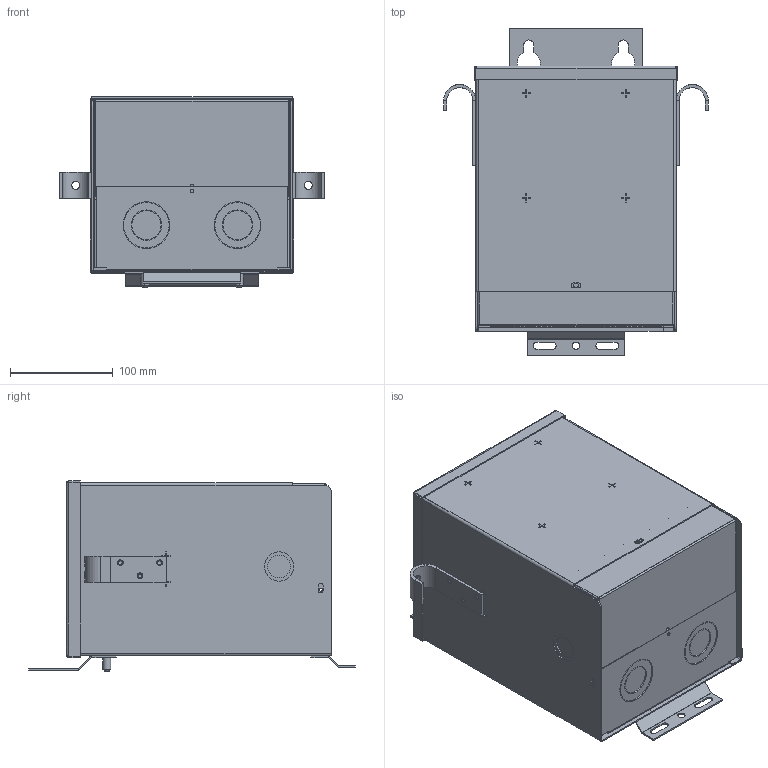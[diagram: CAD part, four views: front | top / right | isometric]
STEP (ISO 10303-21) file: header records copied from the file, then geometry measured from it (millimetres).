
FILE_DESCRIPTION (( 'STEP AP214' ), '1' );
FILE_NAME ('T2530134S.STEP', '2017-02-17T13:43:14', ( '' ), ( '' ), 'SwSTEP 2.0', 'SolidWorks 2012', '' );
FILE_SCHEMA (( 'AUTOMOTIVE_DESIGN' ));
Length unit declared in the file: inch
Products named in the file (10): B   -700622-; A   -700716-; A  5-701641-; A  5-701640-; A  7-701637-; A  2-1430301-; A  1-118040-; A  5-701639-; A  7-701651-; T2530134S
Assembly tree (11 placements, depth 3):
  T2530134S
    A  7-701637-
      A  7-701651-
      A  5-701639-
      A  1-118040-  x2
      A  2-1430301-  x2
    A  5-701640-
    A  5-701641-
    A   -700716-
    B   -700622-
Bounding box: 258.25 x 318.87 x 185.38 mm (x, y, z)
Volume: 360614.8 mm3; surface area: 598481.7 mm2
Topology: 10 solids, 10 shells, 634 faces, 1542 edges, 976 vertices
Faces by surface type: plane 424, cylinder 150, cone 32, bspline 24, torus 4
Entity records: 19650 total; most frequent: CARTESIAN_POINT 5014, ORIENTED_EDGE 2912, DIRECTION 2880, EDGE_CURVE 1456, VECTOR 1128, LINE 1128, VERTEX_POINT 922, AXIS2_PLACEMENT_3D 876
